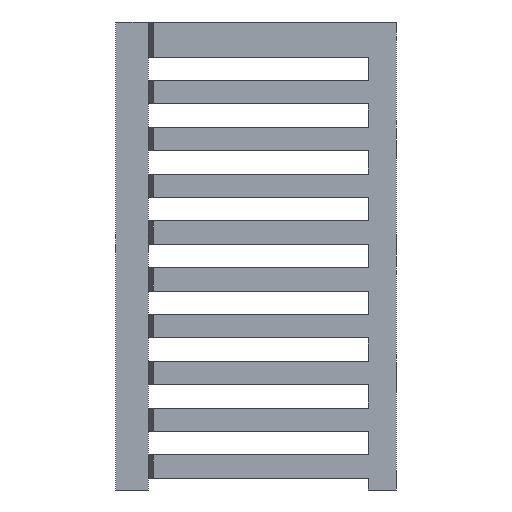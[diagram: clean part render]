
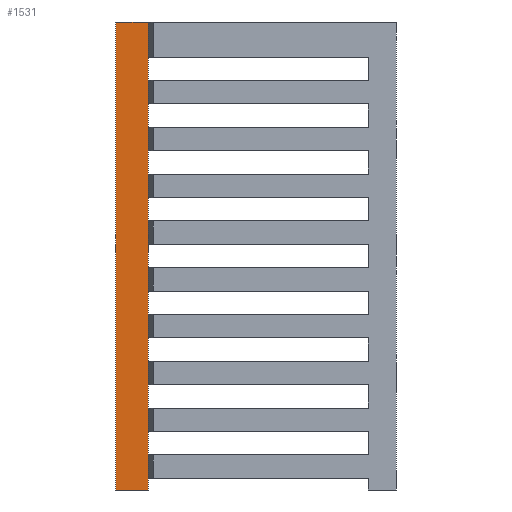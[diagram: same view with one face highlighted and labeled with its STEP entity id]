
A CAD part, left-side view. The second image highlights one B-rep face of the part: STEP entity #1531.
In plain terms, the highlighted planar face has unit normal (-1, 0, 0).
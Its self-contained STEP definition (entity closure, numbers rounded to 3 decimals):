
#130 = CARTESIAN_POINT ( 'NONE',  ( 51.745, 53., 0. ) ) ;
#291 = CARTESIAN_POINT ( 'NONE',  ( 51.745, 60., 0. ) ) ;
#593 = ORIENTED_EDGE ( 'NONE', *, *, #2187, .T. ) ;
#658 = PLANE ( 'NONE',  #7504 ) ;
#713 = DIRECTION ( 'NONE',  ( 0., 0., 1. ) ) ;
#886 = VECTOR ( 'NONE', #958, 1000. ) ;
#958 = DIRECTION ( 'NONE',  ( 0., -1., 0. ) ) ;
#1200 = EDGE_LOOP ( 'NONE', ( #7351, #4224, #593, #1824 ) ) ;
#1407 = VERTEX_POINT ( 'NONE', #130 ) ;
#1465 = VERTEX_POINT ( 'NONE', #3646 ) ;
#1496 = CARTESIAN_POINT ( 'NONE',  ( 51.745, 53., -100. ) ) ;
#1531 = ADVANCED_FACE ( 'NONE', ( #6127 ), #658, .T. ) ;
#1824 = ORIENTED_EDGE ( 'NONE', *, *, #4503, .T. ) ;
#2141 = LINE ( 'NONE', #7705, #886 ) ;
#2187 = EDGE_CURVE ( 'NONE', #1465, #3017, #2833, .T. ) ;
#2440 = EDGE_CURVE ( 'NONE', #7881, #1407, #2141, .T. ) ;
#2652 = CARTESIAN_POINT ( 'NONE',  ( 51.745, 60., -100. ) ) ;
#2765 = DIRECTION ( 'NONE',  ( -1., 0., 0. ) ) ;
#2833 = LINE ( 'NONE', #7271, #3688 ) ;
#3017 = VERTEX_POINT ( 'NONE', #4793 ) ;
#3102 = VECTOR ( 'NONE', #6361, 1000. ) ;
#3646 = CARTESIAN_POINT ( 'NONE',  ( 51.745, 60., -100. ) ) ;
#3688 = VECTOR ( 'NONE', #7880, 1000. ) ;
#4224 = ORIENTED_EDGE ( 'NONE', *, *, #4828, .F. ) ;
#4344 = CARTESIAN_POINT ( 'NONE',  ( 51.745, 60., -100. ) ) ;
#4503 = EDGE_CURVE ( 'NONE', #3017, #1407, #6957, .T. ) ;
#4793 = CARTESIAN_POINT ( 'NONE',  ( 51.745, 53., -100. ) ) ;
#4828 = EDGE_CURVE ( 'NONE', #1465, #7881, #7467, .T. ) ;
#5783 = VECTOR ( 'NONE', #713, 1000. ) ;
#5800 = DIRECTION ( 'NONE',  ( 0., 0., 1. ) ) ;
#6127 = FACE_OUTER_BOUND ( 'NONE', #1200, .T. ) ;
#6361 = DIRECTION ( 'NONE',  ( 0., 0., 1. ) ) ;
#6957 = LINE ( 'NONE', #1496, #3102 ) ;
#7271 = CARTESIAN_POINT ( 'NONE',  ( 51.745, 60., -100. ) ) ;
#7351 = ORIENTED_EDGE ( 'NONE', *, *, #2440, .F. ) ;
#7467 = LINE ( 'NONE', #4344, #5783 ) ;
#7504 = AXIS2_PLACEMENT_3D ( 'NONE', #2652, #2765, #5800 ) ;
#7705 = CARTESIAN_POINT ( 'NONE',  ( 51.745, 60., 0. ) ) ;
#7880 = DIRECTION ( 'NONE',  ( 0., -1., 0. ) ) ;
#7881 = VERTEX_POINT ( 'NONE', #291 ) ;
